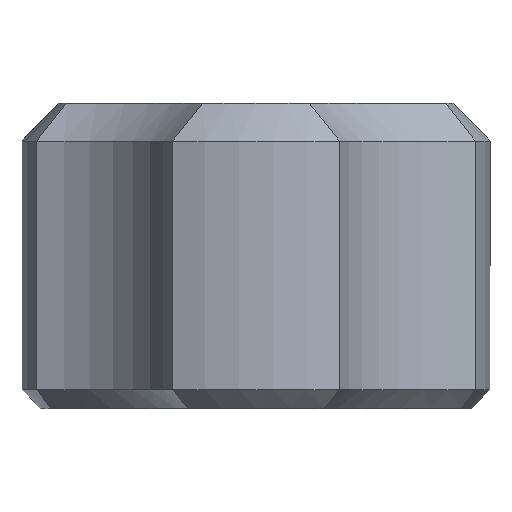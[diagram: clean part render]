
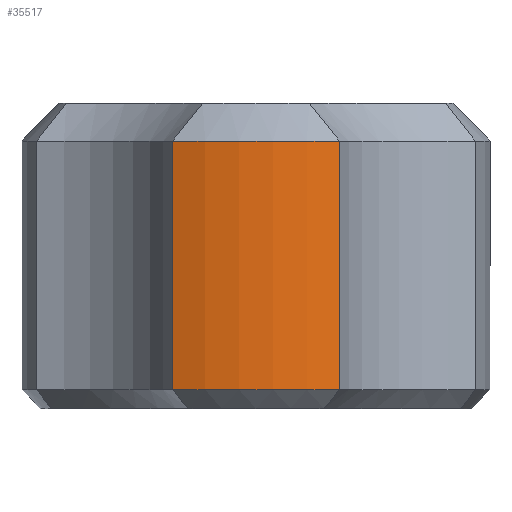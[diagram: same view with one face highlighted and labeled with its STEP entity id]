
A CAD part, front view. The second image highlights one B-rep face of the part: STEP entity #35517.
In plain terms, the highlighted cylindrical face has radius 6.25 mm (diameter 12.5 mm), a partial arc.
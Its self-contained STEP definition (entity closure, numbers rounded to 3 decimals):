
#32010 = CONICAL_SURFACE('',#32011,5.75,0.785);
#32011 = AXIS2_PLACEMENT_3D('',#32012,#32013,#32014);
#32012 = CARTESIAN_POINT('',(0.,0.,7.625));
#32013 = DIRECTION('',(0.,0.,-1.));
#32014 = DIRECTION('',(-0.356,-0.934,-0.));
#33117 = CONICAL_SURFACE('',#33118,6.,0.785);
#33118 = AXIS2_PLACEMENT_3D('',#33119,#33120,#33121);
#33119 = CARTESIAN_POINT('',(0.,0.,0.25));
#33120 = DIRECTION('',(0.,0.,1.));
#33121 = DIRECTION('',(-0.356,-0.934,0.));
#33734 = VERTEX_POINT('',#33735);
#33735 = CARTESIAN_POINT('',(-2.225,-5.841,0.5));
#33750 = CYLINDRICAL_SURFACE('',#33751,5.);
#33751 = AXIS2_PLACEMENT_3D('',#33752,#33753,#33754);
#33752 = CARTESIAN_POINT('',(-7.071,-7.071,0.));
#33753 = DIRECTION('',(0.,0.,1.));
#33754 = DIRECTION('',(0.969,0.246,-0.));
#33786 = EDGE_CURVE('',#33787,#33734,#33789,.T.);
#33787 = VERTEX_POINT('',#33788);
#33788 = CARTESIAN_POINT('',(2.225,-5.841,0.5));
#33789 = SURFACE_CURVE('',#33790,(#33795,#33802),.PCURVE_S1.);
#33790 = CIRCLE('',#33791,6.25);
#33791 = AXIS2_PLACEMENT_3D('',#33792,#33793,#33794);
#33792 = CARTESIAN_POINT('',(0.,0.,0.5));
#33793 = DIRECTION('',(0.,0.,-1.));
#33794 = DIRECTION('',(-0.356,-0.934,-0.));
#33795 = PCURVE('',#33117,#33796);
#33796 = DEFINITIONAL_REPRESENTATION('',(#33797),#33801);
#33797 = LINE('',#33798,#33799);
#33798 = CARTESIAN_POINT('',(6.283,0.25));
#33799 = VECTOR('',#33800,1.);
#33800 = DIRECTION('',(-1.,0.));
#33801 = ( GEOMETRIC_REPRESENTATION_CONTEXT(2) 
PARAMETRIC_REPRESENTATION_CONTEXT() REPRESENTATION_CONTEXT('2D SPACE',''
  ) );
#33802 = PCURVE('',#33803,#33808);
#33803 = CYLINDRICAL_SURFACE('',#33804,6.25);
#33804 = AXIS2_PLACEMENT_3D('',#33805,#33806,#33807);
#33805 = CARTESIAN_POINT('',(0.,0.,0.));
#33806 = DIRECTION('',(0.,0.,1.));
#33807 = DIRECTION('',(-0.356,-0.934,0.));
#33808 = DEFINITIONAL_REPRESENTATION('',(#33809),#33813);
#33809 = LINE('',#33810,#33811);
#33810 = CARTESIAN_POINT('',(6.283,0.5));
#33811 = VECTOR('',#33812,1.);
#33812 = DIRECTION('',(-1.,0.));
#33813 = ( GEOMETRIC_REPRESENTATION_CONTEXT(2) 
PARAMETRIC_REPRESENTATION_CONTEXT() REPRESENTATION_CONTEXT('2D SPACE',''
  ) );
#33879 = CYLINDRICAL_SURFACE('',#33880,5.);
#33880 = AXIS2_PLACEMENT_3D('',#33881,#33882,#33883);
#33881 = CARTESIAN_POINT('',(7.071,-7.071,0.));
#33882 = DIRECTION('',(0.,0.,1.));
#33883 = DIRECTION('',(-0.246,0.969,0.));
#33981 = EDGE_CURVE('',#33787,#33982,#33984,.T.);
#33982 = VERTEX_POINT('',#33983);
#33983 = CARTESIAN_POINT('',(2.225,-5.841,7.125));
#33984 = SURFACE_CURVE('',#33985,(#33989,#33996),.PCURVE_S1.);
#33985 = LINE('',#33986,#33987);
#33986 = CARTESIAN_POINT('',(2.225,-5.841,0.));
#33987 = VECTOR('',#33988,1.);
#33988 = DIRECTION('',(0.,0.,1.));
#33989 = PCURVE('',#33879,#33990);
#33990 = DEFINITIONAL_REPRESENTATION('',(#33991),#33995);
#33991 = LINE('',#33992,#33993);
#33992 = CARTESIAN_POINT('',(1.074,0.));
#33993 = VECTOR('',#33994,1.);
#33994 = DIRECTION('',(0.,1.));
#33995 = ( GEOMETRIC_REPRESENTATION_CONTEXT(2) 
PARAMETRIC_REPRESENTATION_CONTEXT() REPRESENTATION_CONTEXT('2D SPACE',''
  ) );
#33996 = PCURVE('',#33803,#33997);
#33997 = DEFINITIONAL_REPRESENTATION('',(#33998),#34002);
#33998 = LINE('',#33999,#34000);
#33999 = CARTESIAN_POINT('',(0.728,0.));
#34000 = VECTOR('',#34001,1.);
#34001 = DIRECTION('',(0.,1.));
#34002 = ( GEOMETRIC_REPRESENTATION_CONTEXT(2) 
PARAMETRIC_REPRESENTATION_CONTEXT() REPRESENTATION_CONTEXT('2D SPACE',''
  ) );
#34857 = VERTEX_POINT('',#34858);
#34858 = CARTESIAN_POINT('',(-2.225,-5.841,7.125));
#34924 = EDGE_CURVE('',#34857,#33982,#34925,.T.);
#34925 = SURFACE_CURVE('',#34926,(#34931,#34938),.PCURVE_S1.);
#34926 = CIRCLE('',#34927,6.25);
#34927 = AXIS2_PLACEMENT_3D('',#34928,#34929,#34930);
#34928 = CARTESIAN_POINT('',(0.,0.,7.125));
#34929 = DIRECTION('',(0.,0.,1.));
#34930 = DIRECTION('',(-0.356,-0.934,0.));
#34931 = PCURVE('',#32010,#34932);
#34932 = DEFINITIONAL_REPRESENTATION('',(#34933),#34937);
#34933 = LINE('',#34934,#34935);
#34934 = CARTESIAN_POINT('',(6.283,0.5));
#34935 = VECTOR('',#34936,1.);
#34936 = DIRECTION('',(-1.,0.));
#34937 = ( GEOMETRIC_REPRESENTATION_CONTEXT(2) 
PARAMETRIC_REPRESENTATION_CONTEXT() REPRESENTATION_CONTEXT('2D SPACE',''
  ) );
#34938 = PCURVE('',#33803,#34939);
#34939 = DEFINITIONAL_REPRESENTATION('',(#34940),#34944);
#34940 = LINE('',#34941,#34942);
#34941 = CARTESIAN_POINT('',(0.,7.125));
#34942 = VECTOR('',#34943,1.);
#34943 = DIRECTION('',(1.,0.));
#34944 = ( GEOMETRIC_REPRESENTATION_CONTEXT(2) 
PARAMETRIC_REPRESENTATION_CONTEXT() REPRESENTATION_CONTEXT('2D SPACE',''
  ) );
#35517 = ADVANCED_FACE('',(#35518),#33803,.T.);
#35518 = FACE_BOUND('',#35519,.T.);
#35519 = EDGE_LOOP('',(#35520,#35521,#35522,#35523));
#35520 = ORIENTED_EDGE('',*,*,#33786,.F.);
#35521 = ORIENTED_EDGE('',*,*,#33981,.T.);
#35522 = ORIENTED_EDGE('',*,*,#34924,.F.);
#35523 = ORIENTED_EDGE('',*,*,#35524,.F.);
#35524 = EDGE_CURVE('',#33734,#34857,#35525,.T.);
#35525 = SURFACE_CURVE('',#35526,(#35530,#35537),.PCURVE_S1.);
#35526 = LINE('',#35527,#35528);
#35527 = CARTESIAN_POINT('',(-2.225,-5.841,0.));
#35528 = VECTOR('',#35529,1.);
#35529 = DIRECTION('',(0.,0.,1.));
#35530 = PCURVE('',#33803,#35531);
#35531 = DEFINITIONAL_REPRESENTATION('',(#35532),#35536);
#35532 = LINE('',#35533,#35534);
#35533 = CARTESIAN_POINT('',(0.,0.));
#35534 = VECTOR('',#35535,1.);
#35535 = DIRECTION('',(0.,1.));
#35536 = ( GEOMETRIC_REPRESENTATION_CONTEXT(2) 
PARAMETRIC_REPRESENTATION_CONTEXT() REPRESENTATION_CONTEXT('2D SPACE',''
  ) );
#35537 = PCURVE('',#33750,#35538);
#35538 = DEFINITIONAL_REPRESENTATION('',(#35539),#35543);
#35539 = LINE('',#35540,#35541);
#35540 = CARTESIAN_POINT('',(0.,0.));
#35541 = VECTOR('',#35542,1.);
#35542 = DIRECTION('',(0.,1.));
#35543 = ( GEOMETRIC_REPRESENTATION_CONTEXT(2) 
PARAMETRIC_REPRESENTATION_CONTEXT() REPRESENTATION_CONTEXT('2D SPACE',''
  ) );
